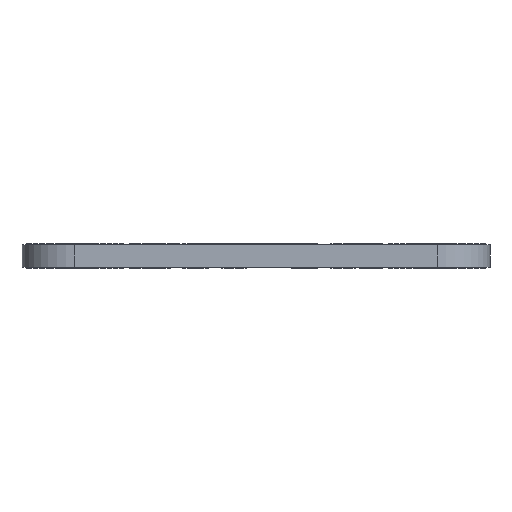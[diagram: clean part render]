
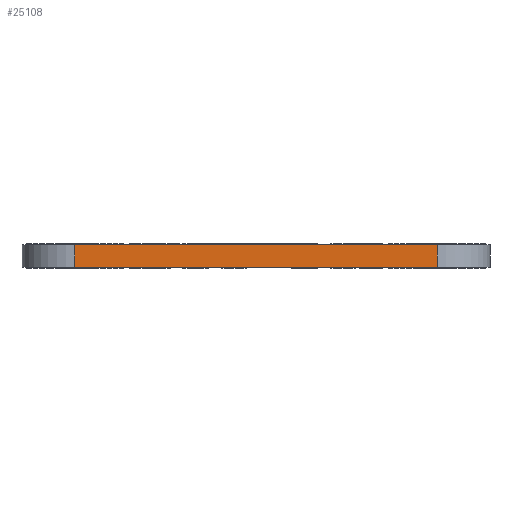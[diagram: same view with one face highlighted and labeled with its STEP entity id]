
A CAD part, left-side view. The second image highlights one B-rep face of the part: STEP entity #25108.
In plain terms, the highlighted planar face has unit normal (-1, 0, 0).
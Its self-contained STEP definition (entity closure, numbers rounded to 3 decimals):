
#23987 = VERTEX_POINT('',#23988);
#23988 = CARTESIAN_POINT('',(116.253,-82.832,0.));
#23995 = EDGE_CURVE('',#23996,#23987,#23998,.T.);
#23996 = VERTEX_POINT('',#23997);
#23997 = CARTESIAN_POINT('',(116.253,-106.832,0.));
#23998 = LINE('',#23999,#24000);
#23999 = CARTESIAN_POINT('',(116.253,-106.832,0.));
#24000 = VECTOR('',#24001,1.);
#24001 = DIRECTION('',(0.,1.,0.));
#24534 = VERTEX_POINT('',#24535);
#24535 = CARTESIAN_POINT('',(116.253,-82.832,1.51));
#24542 = EDGE_CURVE('',#24543,#24534,#24545,.T.);
#24543 = VERTEX_POINT('',#24544);
#24544 = CARTESIAN_POINT('',(116.253,-106.832,1.51));
#24545 = LINE('',#24546,#24547);
#24546 = CARTESIAN_POINT('',(116.253,-106.832,1.51));
#24547 = VECTOR('',#24548,1.);
#24548 = DIRECTION('',(0.,1.,0.));
#25078 = EDGE_CURVE('',#23987,#24534,#25079,.T.);
#25079 = LINE('',#25080,#25081);
#25080 = CARTESIAN_POINT('',(116.253,-82.832,0.));
#25081 = VECTOR('',#25082,1.);
#25082 = DIRECTION('',(0.,0.,1.));
#25108 = ADVANCED_FACE('',(#25109),#25120,.T.);
#25109 = FACE_BOUND('',#25110,.T.);
#25110 = EDGE_LOOP('',(#25111,#25117,#25118,#25119));
#25111 = ORIENTED_EDGE('',*,*,#25112,.T.);
#25112 = EDGE_CURVE('',#23996,#24543,#25113,.T.);
#25113 = LINE('',#25114,#25115);
#25114 = CARTESIAN_POINT('',(116.253,-106.832,0.));
#25115 = VECTOR('',#25116,1.);
#25116 = DIRECTION('',(0.,0.,1.));
#25117 = ORIENTED_EDGE('',*,*,#24542,.T.);
#25118 = ORIENTED_EDGE('',*,*,#25078,.F.);
#25119 = ORIENTED_EDGE('',*,*,#23995,.F.);
#25120 = PLANE('',#25121);
#25121 = AXIS2_PLACEMENT_3D('',#25122,#25123,#25124);
#25122 = CARTESIAN_POINT('',(116.253,-106.832,0.));
#25123 = DIRECTION('',(-1.,0.,0.));
#25124 = DIRECTION('',(0.,1.,0.));
